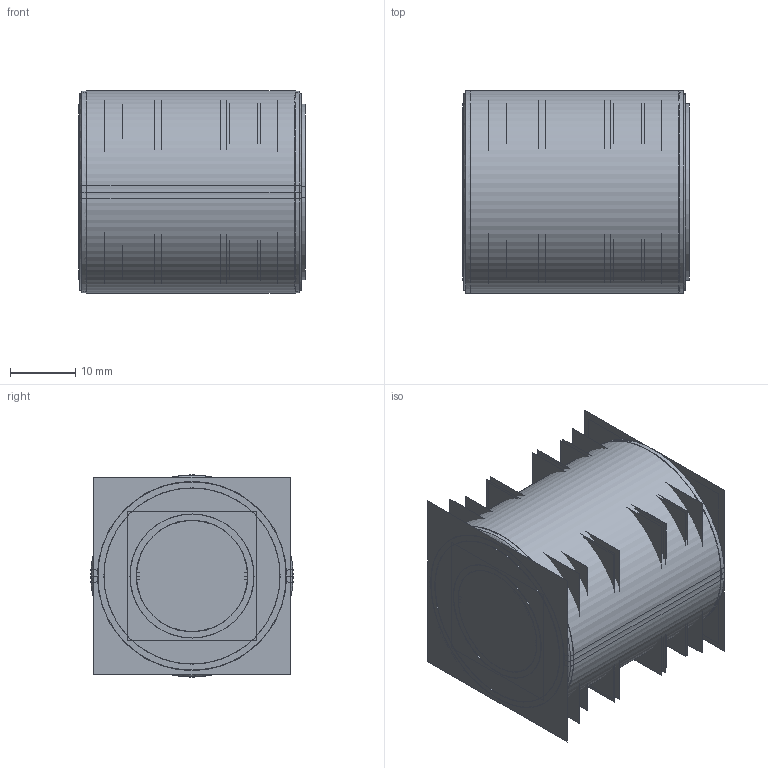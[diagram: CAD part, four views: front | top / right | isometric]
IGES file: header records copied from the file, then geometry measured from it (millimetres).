
Start section:  PTC IGES file: fpd427z.igs
Global section: file name: fpd427z.igs; native system: Creo Parametric by Parametric Technology Corporation; preprocessor: 2013150; author: sales 4; organization: Unknown; date: 20140325.144512; units: millimetre
Bounding box: 34.62 x 31 x 31 mm (x, y, z)
Volume: 15694.3 mm3; surface area: 143955.4 mm2
Topology: 31 solids, 31 shells, 4086 faces, 20776 edges, 25703 vertices
Faces by surface type: bspline 2860, revolution 1226
